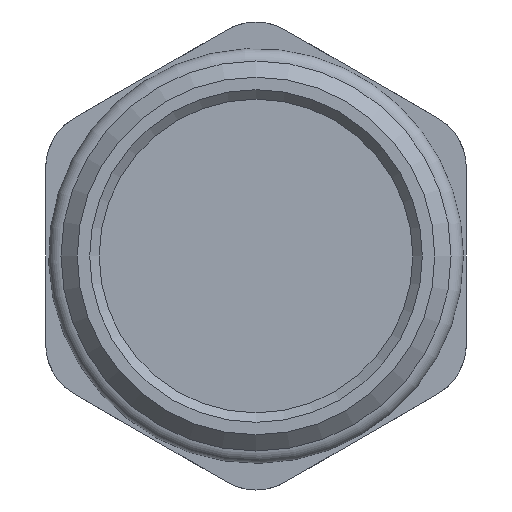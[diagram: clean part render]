
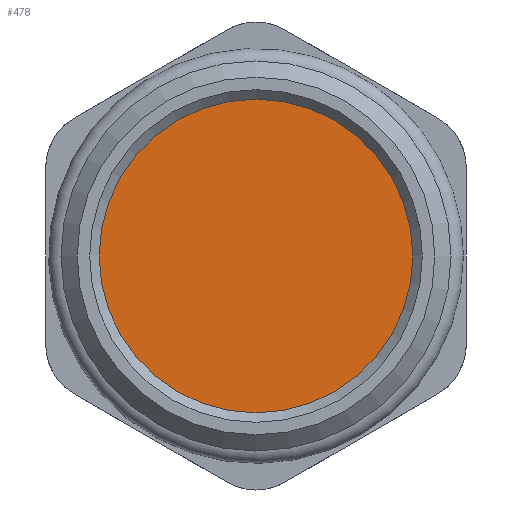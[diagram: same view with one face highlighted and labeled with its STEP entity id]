
A CAD part, front view. The second image highlights one B-rep face of the part: STEP entity #478.
In plain terms, the highlighted planar face has unit normal (0, -1, 0).
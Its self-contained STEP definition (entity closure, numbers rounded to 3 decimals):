
#130=FACE_OUTER_BOUND('',#159,.T.);
#159=EDGE_LOOP('',(#330));
#190=CIRCLE('',#531,8.2);
#217=VERTEX_POINT('',#726);
#261=EDGE_CURVE('',#217,#217,#190,.T.);
#330=ORIENTED_EDGE('',*,*,#261,.F.);
#468=PLANE('',#530);
#478=ADVANCED_FACE('',(#130),#468,.F.);
#530=AXIS2_PLACEMENT_3D('',#725,#588,#589);
#531=AXIS2_PLACEMENT_3D('',#727,#590,#591);
#588=DIRECTION('center_axis',(0.,1.,0.));
#589=DIRECTION('ref_axis',(0.,0.,1.));
#590=DIRECTION('center_axis',(0.,1.,0.));
#591=DIRECTION('ref_axis',(1.,0.,0.));
#725=CARTESIAN_POINT('Origin',(-6.028,6.272,0.));
#726=CARTESIAN_POINT('',(-14.228,6.272,0.));
#727=CARTESIAN_POINT('Origin',(-6.028,6.272,0.));
